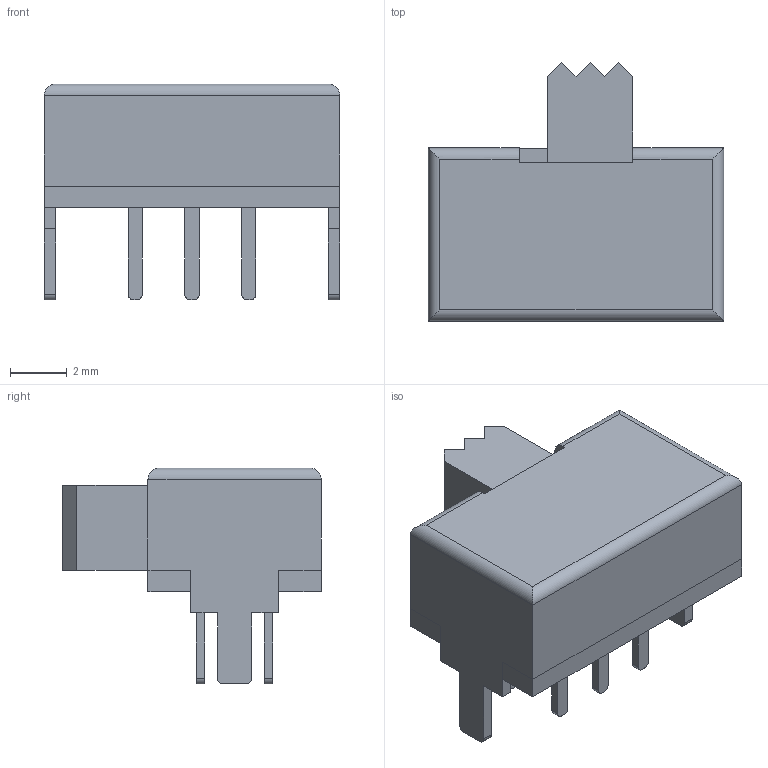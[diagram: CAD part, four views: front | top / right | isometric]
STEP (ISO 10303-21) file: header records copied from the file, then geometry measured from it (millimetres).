
FILE_DESCRIPTION (( 'STEP AP214' ), '1' );
FILE_NAME ('User Library-SK-22D02-PG3.STEP', '2020-11-15T13:06:37', ( '' ), ( '' ), 'SwSTEP 2.0', 'SolidWorks 2020', '' );
FILE_SCHEMA (( 'AUTOMOTIVE_DESIGN' ));
Length unit declared in the file: millimetre
Products named in the file (1): User Library-SK-22D02-PG3
Bounding box: 10.4 x 9.1 x 7.6 mm (x, y, z)
Volume: 304.2 mm3; surface area: 514.7 mm2
Topology: 3 solids, 3 shells, 102 faces, 266 edges, 176 vertices
Faces by surface type: plane 81, cylinder 21
Entity records: 3298 total; most frequent: CARTESIAN_POINT 557, ORIENTED_EDGE 532, DIRECTION 502, EDGE_CURVE 266, LINE 228, VECTOR 228, VERTEX_POINT 176, AXIS2_PLACEMENT_3D 137
